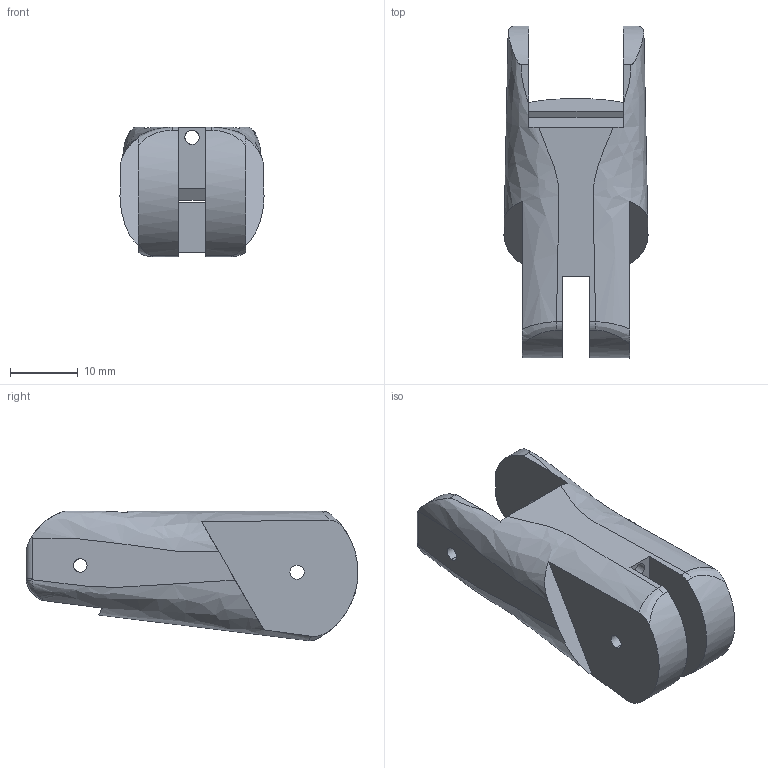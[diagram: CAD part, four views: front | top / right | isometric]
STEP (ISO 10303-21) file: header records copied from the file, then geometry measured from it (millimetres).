
FILE_DESCRIPTION (( 'STEP AP203' ), '1' );
FILE_NAME ('BionicFingerMiddle5b_Default_sldprt.STEP', '2018-03-28T02:34:57', ( '' ), ( '' ), 'SwSTEP 2.0', 'SolidWorks 2017', '' );
FILE_SCHEMA (( 'CONFIG_CONTROL_DESIGN' ));
Length unit declared in the file: millimetre
Products named in the file (1): BionicFingerMiddle5b_Default_sldprt
Bounding box: 21.26 x 48.99 x 19.11 mm (x, y, z)
Volume: 3714.5 mm3; surface area: 7448.2 mm2
Topology: 1 solids, 1 shells, 111 faces, 315 edges, 204 vertices
Faces by surface type: plane 51, cylinder 34, bspline 26
Entity records: 13104 total; most frequent: CARTESIAN_POINT 10455, ORIENTED_EDGE 630, DIRECTION 391, EDGE_CURVE 315, VERTEX_POINT 204, LINE 131, VECTOR 131, AXIS2_PLACEMENT_3D 130
